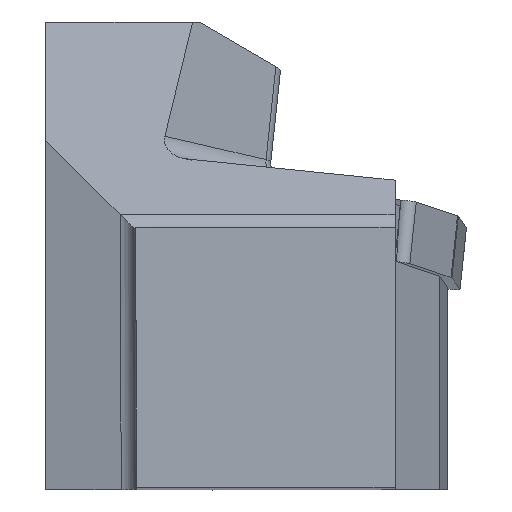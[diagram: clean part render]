
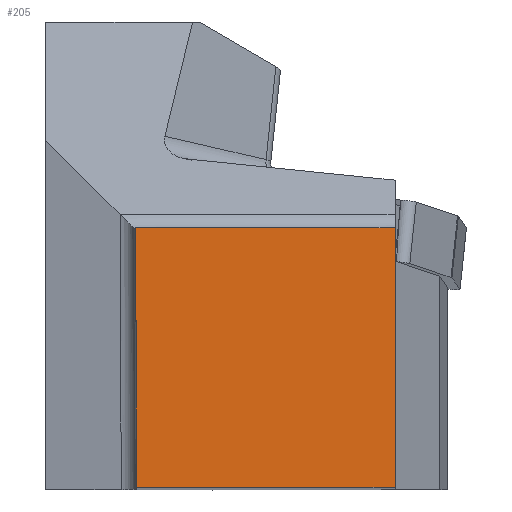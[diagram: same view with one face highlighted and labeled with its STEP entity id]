
A CAD part, top view. The second image highlights one B-rep face of the part: STEP entity #205.
In plain terms, the highlighted planar face has unit normal (0, 0, 1).
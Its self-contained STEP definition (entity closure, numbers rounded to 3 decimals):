
#150=FACE_OUTER_BOUND('',#309,.T.);
#205=ADVANCED_FACE('SHANK_FACE_BACK',(#150),#253,.F.);
#253=PLANE('',#1232);
#309=EDGE_LOOP('',(#550,#551,#552,#553));
#550=ORIENTED_EDGE('',*,*,#868,.F.);
#551=ORIENTED_EDGE('',*,*,#815,.T.);
#552=ORIENTED_EDGE('',*,*,#867,.T.);
#553=ORIENTED_EDGE('',*,*,#869,.F.);
#707=VERTEX_POINT('',#1794);
#708=VERTEX_POINT('',#1796);
#743=VERTEX_POINT('',#1894);
#744=VERTEX_POINT('',#1898);
#815=EDGE_CURVE('',#708,#707,#939,.T.);
#867=EDGE_CURVE('',#707,#743,#981,.T.);
#868=EDGE_CURVE('',#708,#744,#982,.T.);
#869=EDGE_CURVE('',#744,#743,#983,.T.);
#939=LINE('',#1795,#1042);
#981=LINE('',#1895,#1084);
#982=LINE('',#1897,#1085);
#983=LINE('',#1899,#1086);
#1042=VECTOR('',#1397,1.);
#1084=VECTOR('',#1483,1.);
#1085=VECTOR('',#1486,1.);
#1086=VECTOR('',#1487,1.);
#1232=AXIS2_PLACEMENT_3D('',#1900,#1488,#1489);
#1397=DIRECTION('',(1.,0.,0.));
#1483=DIRECTION('',(0.,1.,0.));
#1486=DIRECTION('',(-0.004,1.,0.));
#1487=DIRECTION('',(1.,0.,0.));
#1488=DIRECTION('',(0.,0.,-1.));
#1489=DIRECTION('',(-0.995,0.105,0.));
#1794=CARTESIAN_POINT('',(19.875,0.,0.));
#1795=CARTESIAN_POINT('',(-8.583,0.,0.));
#1796=CARTESIAN_POINT('',(0.087,0.,0.));
#1894=CARTESIAN_POINT('',(19.875,19.875,0.));
#1895=CARTESIAN_POINT('',(19.875,-6.494,0.));
#1897=CARTESIAN_POINT('',(0.689,-137.944,0.));
#1898=CARTESIAN_POINT('',(0.,19.875,0.));
#1899=CARTESIAN_POINT('',(-8.583,19.875,0.));
#1900=CARTESIAN_POINT('',(0.,0.,
0.));
